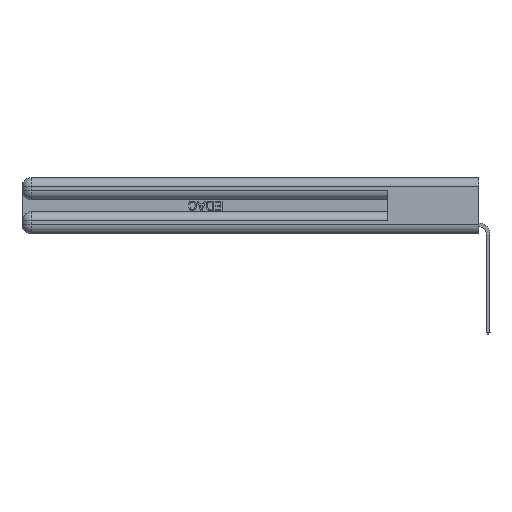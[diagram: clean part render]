
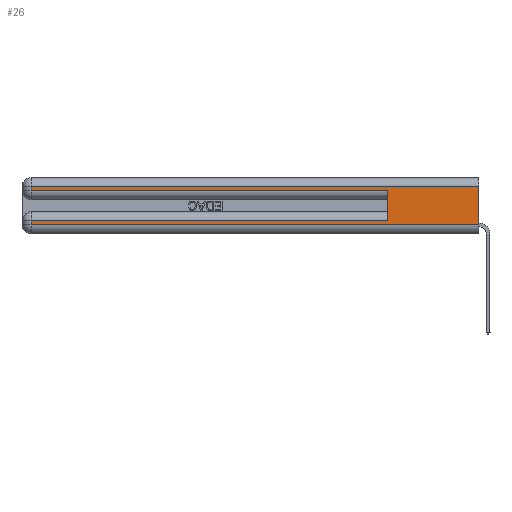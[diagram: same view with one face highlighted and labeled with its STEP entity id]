
A CAD part, left-side view. The second image highlights one B-rep face of the part: STEP entity #26.
In plain terms, the highlighted planar face has unit normal (-1, 0, 0).
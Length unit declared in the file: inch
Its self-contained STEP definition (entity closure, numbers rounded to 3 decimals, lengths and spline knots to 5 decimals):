
#26 = ADVANCED_FACE ( 'NONE', ( #15996 ), #28665, .F. ) ;
#250 = CARTESIAN_POINT ( 'NONE',  ( 0., 0., 0.37 ) ) ;
#252 = ORIENTED_EDGE ( 'NONE', *, *, #5160, .F. ) ;
#257 = DIRECTION ( 'NONE',  ( 0., 0., -1. ) ) ;
#788 = CARTESIAN_POINT ( 'NONE',  ( 0., 0.6, 0.085 ) ) ;
#1321 = VERTEX_POINT ( 'NONE', #2907 ) ;
#1863 = CARTESIAN_POINT ( 'NONE',  ( 0., 0.6, 0.145 ) ) ;
#1936 = DIRECTION ( 'NONE',  ( 0., 0., -1. ) ) ;
#2796 = DIRECTION ( 'NONE',  ( 0., 1., 0. ) ) ;
#2907 = CARTESIAN_POINT ( 'NONE',  ( 0., 2.94, 0.06 ) ) ;
#3589 = ORIENTED_EDGE ( 'NONE', *, *, #25011, .T. ) ;
#4548 = LINE ( 'NONE', #28419, #31669 ) ;
#4651 = ORIENTED_EDGE ( 'NONE', *, *, #15680, .T. ) ;
#5160 = EDGE_CURVE ( 'NONE', #8131, #25461, #12250, .T. ) ;
#7150 = DIRECTION ( 'NONE',  ( 0., -1., 0. ) ) ;
#8131 = VERTEX_POINT ( 'NONE', #788 ) ;
#8712 = EDGE_CURVE ( 'NONE', #29944, #15185, #15080, .T. ) ;
#10286 = ORIENTED_EDGE ( 'NONE', *, *, #26948, .T. ) ;
#10465 = CARTESIAN_POINT ( 'NONE',  ( 0., 0., 0.06 ) ) ;
#10550 = VECTOR ( 'NONE', #12894, 39.37008 ) ;
#10647 = EDGE_LOOP ( 'NONE', ( #11494, #32465, #30347, #26087, #252, #10286, #4651, #3589 ) ) ;
#11494 = ORIENTED_EDGE ( 'NONE', *, *, #23755, .F. ) ;
#12250 = LINE ( 'NONE', #1863, #28595 ) ;
#12382 = CARTESIAN_POINT ( 'NONE',  ( 0., 0., 0.31 ) ) ;
#12389 = DIRECTION ( 'NONE',  ( 0., -1., 0. ) ) ;
#12682 = VERTEX_POINT ( 'NONE', #18642 ) ;
#12894 = DIRECTION ( 'NONE',  ( 0., 0., -1. ) ) ;
#13279 = EDGE_CURVE ( 'NONE', #15185, #25461, #4548, .T. ) ;
#13891 = CARTESIAN_POINT ( 'NONE',  ( 0., 2.94, 0.37 ) ) ;
#13927 = VECTOR ( 'NONE', #2796, 39.37008 ) ;
#14830 = DIRECTION ( 'NONE',  ( 0., 0., 1. ) ) ;
#15080 = LINE ( 'NONE', #25657, #20485 ) ;
#15137 = CARTESIAN_POINT ( 'NONE',  ( 0., 0., 0.06 ) ) ;
#15185 = VERTEX_POINT ( 'NONE', #26578 ) ;
#15680 = EDGE_CURVE ( 'NONE', #24687, #1321, #32061, .T. ) ;
#15996 = FACE_OUTER_BOUND ( 'NONE', #10647, .T. ) ;
#17576 = LINE ( 'NONE', #15137, #24353 ) ;
#18642 = CARTESIAN_POINT ( 'NONE',  ( 0., 0., 0.31 ) ) ;
#18903 = DIRECTION ( 'NONE',  ( 0., 0., -1. ) ) ;
#19490 = CARTESIAN_POINT ( 'NONE',  ( 0., 2.94, 0.085 ) ) ;
#20485 = VECTOR ( 'NONE', #1936, 39.37008 ) ;
#21262 = VECTOR ( 'NONE', #18903, 39.37008 ) ;
#22940 = DIRECTION ( 'NONE',  ( 0., 1., 0. ) ) ;
#23541 = EDGE_CURVE ( 'NONE', #12682, #29944, #33322, .T. ) ;
#23755 = EDGE_CURVE ( 'NONE', #12682, #27623, #23961, .T. ) ;
#23904 = CARTESIAN_POINT ( 'NONE',  ( 0., 0., 0.085 ) ) ;
#23961 = LINE ( 'NONE', #250, #10550 ) ;
#23968 = DIRECTION ( 'NONE',  ( 1., 0., 0. ) ) ;
#24353 = VECTOR ( 'NONE', #12389, 39.37008 ) ;
#24687 = VERTEX_POINT ( 'NONE', #19490 ) ;
#25011 = EDGE_CURVE ( 'NONE', #1321, #27623, #17576, .T. ) ;
#25461 = VERTEX_POINT ( 'NONE', #31713 ) ;
#25657 = CARTESIAN_POINT ( 'NONE',  ( 0., 2.94, 0.37 ) ) ;
#26017 = VECTOR ( 'NONE', #22940, 39.37008 ) ;
#26087 = ORIENTED_EDGE ( 'NONE', *, *, #13279, .T. ) ;
#26507 = LINE ( 'NONE', #23904, #13927 ) ;
#26571 = CARTESIAN_POINT ( 'NONE',  ( 0., 0., 0.37 ) ) ;
#26578 = CARTESIAN_POINT ( 'NONE',  ( 0., 2.94, 0.285 ) ) ;
#26948 = EDGE_CURVE ( 'NONE', #8131, #24687, #26507, .T. ) ;
#27623 = VERTEX_POINT ( 'NONE', #10465 ) ;
#28419 = CARTESIAN_POINT ( 'NONE',  ( 0., 0., 0.285 ) ) ;
#28595 = VECTOR ( 'NONE', #14830, 39.37008 ) ;
#28665 = PLANE ( 'NONE',  #29529 ) ;
#29314 = CARTESIAN_POINT ( 'NONE',  ( 0., 2.94, 0.31 ) ) ;
#29529 = AXIS2_PLACEMENT_3D ( 'NONE', #26571, #23968, #257 ) ;
#29944 = VERTEX_POINT ( 'NONE', #29314 ) ;
#30347 = ORIENTED_EDGE ( 'NONE', *, *, #8712, .T. ) ;
#31669 = VECTOR ( 'NONE', #7150, 39.37008 ) ;
#31713 = CARTESIAN_POINT ( 'NONE',  ( 0., 0.6, 0.285 ) ) ;
#32061 = LINE ( 'NONE', #13891, #21262 ) ;
#32465 = ORIENTED_EDGE ( 'NONE', *, *, #23541, .T. ) ;
#33322 = LINE ( 'NONE', #12382, #26017 ) ;
